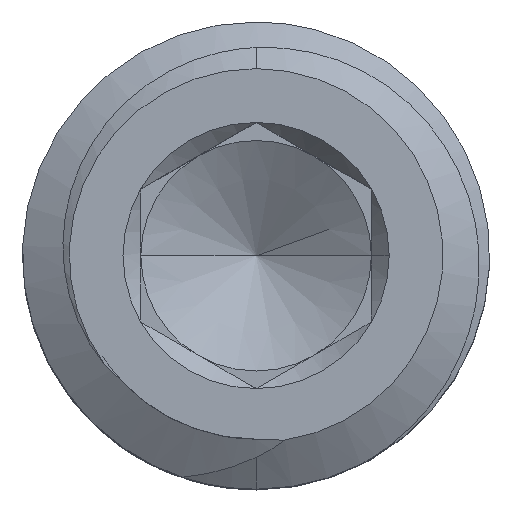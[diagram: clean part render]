
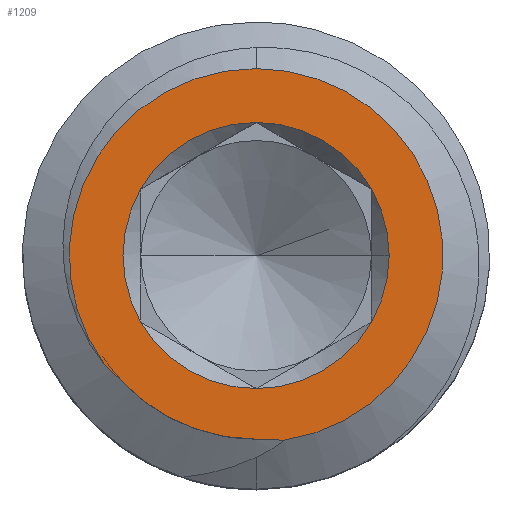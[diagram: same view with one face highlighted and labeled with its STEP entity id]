
A CAD part, top view. The second image highlights one B-rep face of the part: STEP entity #1209.
In plain terms, the highlighted planar face has unit normal (0, 0, 1).
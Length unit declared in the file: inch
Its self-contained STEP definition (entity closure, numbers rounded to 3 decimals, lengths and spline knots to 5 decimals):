
#75 = FACE_OUTER_BOUND ( 'NONE', #229, .T. ) ;
#77 = FACE_BOUND ( 'NONE', #213, .T. ) ;
#86 = VERTEX_POINT ( 'NONE', #725 ) ;
#111 = VERTEX_POINT ( 'NONE', #724 ) ;
#113 = ORIENTED_EDGE ( 'NONE', *, *, #2138, .F. ) ;
#142 = VERTEX_POINT ( 'NONE', #1021 ) ;
#164 = ORIENTED_EDGE ( 'NONE', *, *, #2028, .F. ) ;
#188 = VERTEX_POINT ( 'NONE', #794 ) ;
#189 = VERTEX_POINT ( 'NONE', #815 ) ;
#195 = ORIENTED_EDGE ( 'NONE', *, *, #2154, .F. ) ;
#202 = VERTEX_POINT ( 'NONE', #795 ) ;
#203 = VERTEX_POINT ( 'NONE', #796 ) ;
#213 = EDGE_LOOP ( 'NONE', ( #195, #164, #310, #308, #301, #245, #285 ) ) ;
#215 = ORIENTED_EDGE ( 'NONE', *, *, #2176, .T. ) ;
#217 = ORIENTED_EDGE ( 'NONE', *, *, #2177, .T. ) ;
#221 = ORIENTED_EDGE ( 'NONE', *, *, #2131, .F. ) ;
#229 = EDGE_LOOP ( 'NONE', ( #283, #217, #215, #221, #113 ) ) ;
#245 = ORIENTED_EDGE ( 'NONE', *, *, #2133, .F. ) ;
#283 = ORIENTED_EDGE ( 'NONE', *, *, #2130, .F. ) ;
#285 = ORIENTED_EDGE ( 'NONE', *, *, #2160, .F. ) ;
#292 = VERTEX_POINT ( 'NONE', #856 ) ;
#299 = VERTEX_POINT ( 'NONE', #847 ) ;
#301 = ORIENTED_EDGE ( 'NONE', *, *, #2110, .F. ) ;
#308 = ORIENTED_EDGE ( 'NONE', *, *, #2099, .F. ) ;
#310 = ORIENTED_EDGE ( 'NONE', *, *, #2159, .F. ) ;
#312 = VERTEX_POINT ( 'NONE', #841 ) ;
#318 = VERTEX_POINT ( 'NONE', #849 ) ;
#323 = VERTEX_POINT ( 'NONE', #752 ) ;
#724 = CARTESIAN_POINT ( 'NONE',  ( 0.04688, -0.02706, 0.10936 ) ) ;
#725 = CARTESIAN_POINT ( 'NONE',  ( -0.04688, -0.02706, 0.10936 ) ) ;
#752 = CARTESIAN_POINT ( 'NONE',  ( -0.06137, -0.04483, 0.10936 ) ) ;
#759 = PLANE ( 'NONE',  #2034 ) ;
#784 = DIRECTION ( 'NONE',  ( 0., 1., 0. ) ) ;
#785 = DIRECTION ( 'NONE',  ( 0., 0., -1. ) ) ;
#794 = CARTESIAN_POINT ( 'NONE',  ( 0., -0.05413, 0.10936 ) ) ;
#795 = CARTESIAN_POINT ( 'NONE',  ( 0., 0.05413, 0.10936 ) ) ;
#796 = CARTESIAN_POINT ( 'NONE',  ( 0.0117, -0.07509, 0.10936 ) ) ;
#815 = CARTESIAN_POINT ( 'NONE',  ( -0.04688, 0.02706, 0.10936 ) ) ;
#841 = CARTESIAN_POINT ( 'NONE',  ( 0.04687, 0.02706, 0.10936 ) ) ;
#847 = CARTESIAN_POINT ( 'NONE',  ( 0.05413, 0., 0.10936 ) ) ;
#849 = CARTESIAN_POINT ( 'NONE',  ( 0., 0.076, 0.10936 ) ) ;
#856 = CARTESIAN_POINT ( 'NONE',  ( 0., -0.0747, 0.10936 ) ) ;
#917 = CARTESIAN_POINT ( 'NONE',  ( 0., 0., 0.10936 ) ) ;
#1021 = CARTESIAN_POINT ( 'NONE',  ( -0.05282, -0.05282, 0.10936 ) ) ;
#1209 = ADVANCED_FACE ( 'NONE', ( #77, #75 ), #759, .F. ) ;
#1266 = CIRCLE ( 'NONE', #2026, 0.05413 ) ;
#1293 = CIRCLE ( 'NONE', #2030, 0.05413 ) ;
#1316 = B_SPLINE_CURVE_WITH_KNOTS ( 'NONE', 3,
 ( #1376, #1377, #1602, #1601 ),
 .UNSPECIFIED., .F., .F.,
 ( 4, 4 ),
 ( 0.00202, 0.00232 ),
 .UNSPECIFIED. ) ;
#1335 = B_SPLINE_CURVE_WITH_KNOTS ( 'NONE', 3,
 ( #1603, #1703, #1389, #1388 ),
 .UNSPECIFIED., .F., .F.,
 ( 4, 4 ),
 ( 0., 0.0003 ),
 .UNSPECIFIED. ) ;
#1346 = B_SPLINE_CURVE_WITH_KNOTS ( 'NONE', 3,
 ( #2432, #2431, #2398, #2397, #2396, #2395, #2394, #2393, #2392, #2391 ),
 .UNSPECIFIED., .F., .F.,
 ( 4, 2, 2, 2, 4 ),
 ( 0., 0.00038, 0.00075, 0.00113, 0.0015 ),
 .UNSPECIFIED. ) ;
#1376 = CARTESIAN_POINT ( 'NONE',  ( 0.0117, -0.07509, 0.10936 ) ) ;
#1377 = CARTESIAN_POINT ( 'NONE',  ( 0.0078, -0.07526, 0.10936 ) ) ;
#1388 = CARTESIAN_POINT ( 'NONE',  ( -0.06137, -0.04483, 0.10936 ) ) ;
#1389 = CARTESIAN_POINT ( 'NONE',  ( -0.05874, -0.04769, 0.10936 ) ) ;
#1595 = DIRECTION ( 'NONE',  ( 1., 0., 0. ) ) ;
#1596 = DIRECTION ( 'NONE',  ( 0., 0., 1. ) ) ;
#1597 = CARTESIAN_POINT ( 'NONE',  ( 0., 0., 0.10936 ) ) ;
#1601 = CARTESIAN_POINT ( 'NONE',  ( 0., -0.0747, 0.10936 ) ) ;
#1602 = CARTESIAN_POINT ( 'NONE',  ( 0.00389, -0.07513, 0.10936 ) ) ;
#1603 = CARTESIAN_POINT ( 'NONE',  ( -0.05282, -0.05282, 0.10936 ) ) ;
#1672 = DIRECTION ( 'NONE',  ( 1., 0., 0. ) ) ;
#1673 = DIRECTION ( 'NONE',  ( 0., 0., 1. ) ) ;
#1674 = CARTESIAN_POINT ( 'NONE',  ( 0., 0., 0.10936 ) ) ;
#1703 = CARTESIAN_POINT ( 'NONE',  ( -0.05589, -0.05036, 0.10936 ) ) ;
#1798 = DIRECTION ( 'NONE',  ( 1., 0., 0. ) ) ;
#1799 = DIRECTION ( 'NONE',  ( 0., 0., 1. ) ) ;
#1800 = CARTESIAN_POINT ( 'NONE',  ( 0., 0., 0.10936 ) ) ;
#2008 = AXIS2_PLACEMENT_3D ( 'NONE', #2704, #2705, #2706 ) ;
#2009 = AXIS2_PLACEMENT_3D ( 'NONE', #2439, #2438, #2437 ) ;
#2014 = AXIS2_PLACEMENT_3D ( 'NONE', #2254, #2253, #2252 ) ;
#2016 = AXIS2_PLACEMENT_3D ( 'NONE', #2197, #2196, #2195 ) ;
#2021 = AXIS2_PLACEMENT_3D ( 'NONE', #2192, #2191, #2190 ) ;
#2024 = AXIS2_PLACEMENT_3D ( 'NONE', #2708, #2709, #2710 ) ;
#2025 = AXIS2_PLACEMENT_3D ( 'NONE', #1597, #1596, #1595 ) ;
#2026 = AXIS2_PLACEMENT_3D ( 'NONE', #1674, #1673, #1672 ) ;
#2028 = EDGE_CURVE ( 'NONE', #312, #202, #1293, .T. ) ;
#2030 = AXIS2_PLACEMENT_3D ( 'NONE', #1800, #1799, #1798 ) ;
#2034 = AXIS2_PLACEMENT_3D ( 'NONE', #917, #785, #784 ) ;
#2099 = EDGE_CURVE ( 'NONE', #111, #299, #1266, .T. ) ;
#2110 = EDGE_CURVE ( 'NONE', #188, #111, #2569, .T. ) ;
#2130 = EDGE_CURVE ( 'NONE', #203, #292, #1316, .T. ) ;
#2131 = EDGE_CURVE ( 'NONE', #142, #323, #1335, .T. ) ;
#2133 = EDGE_CURVE ( 'NONE', #86, #188, #2584, .T. ) ;
#2138 = EDGE_CURVE ( 'NONE', #292, #142, #1346, .T. ) ;
#2154 = EDGE_CURVE ( 'NONE', #202, #189, #2605, .T. ) ;
#2159 = EDGE_CURVE ( 'NONE', #299, #312, #2606, .T. ) ;
#2160 = EDGE_CURVE ( 'NONE', #189, #86, #2607, .T. ) ;
#2176 = EDGE_CURVE ( 'NONE', #318, #323, #2625, .T. ) ;
#2177 = EDGE_CURVE ( 'NONE', #203, #318, #2616, .T. ) ;
#2190 = DIRECTION ( 'NONE',  ( 1., 0., 0. ) ) ;
#2191 = DIRECTION ( 'NONE',  ( 0., 0., 1. ) ) ;
#2192 = CARTESIAN_POINT ( 'NONE',  ( 0., 0., 0.10936 ) ) ;
#2195 = DIRECTION ( 'NONE',  ( 1., 0., 0. ) ) ;
#2196 = DIRECTION ( 'NONE',  ( 0., 0., 1. ) ) ;
#2197 = CARTESIAN_POINT ( 'NONE',  ( 0., 0., 0.10936 ) ) ;
#2252 = DIRECTION ( 'NONE',  ( 1., 0., 0. ) ) ;
#2253 = DIRECTION ( 'NONE',  ( 0., 0., 1. ) ) ;
#2254 = CARTESIAN_POINT ( 'NONE',  ( 0., 0., 0.10936 ) ) ;
#2391 = CARTESIAN_POINT ( 'NONE',  ( -0.05282, -0.05282, 0.10936 ) ) ;
#2392 = CARTESIAN_POINT ( 'NONE',  ( -0.04934, -0.05631, 0.10936 ) ) ;
#2393 = CARTESIAN_POINT ( 'NONE',  ( -0.04557, -0.0594, 0.10936 ) ) ;
#2394 = CARTESIAN_POINT ( 'NONE',  ( -0.03749, -0.0648, 0.10936 ) ) ;
#2395 = CARTESIAN_POINT ( 'NONE',  ( -0.03313, -0.06714, 0.10936 ) ) ;
#2396 = CARTESIAN_POINT ( 'NONE',  ( -0.02408, -0.07088, 0.10936 ) ) ;
#2397 = CARTESIAN_POINT ( 'NONE',  ( -0.01943, -0.0723, 0.10936 ) ) ;
#2398 = CARTESIAN_POINT ( 'NONE',  ( -0.00987, -0.07421, 0.10936 ) ) ;
#2431 = CARTESIAN_POINT ( 'NONE',  ( -0.00493, -0.0747, 0.10936 ) ) ;
#2432 = CARTESIAN_POINT ( 'NONE',  ( 0., -0.0747, 0.10936 ) ) ;
#2437 = DIRECTION ( 'NONE',  ( 1., 0., 0. ) ) ;
#2438 = DIRECTION ( 'NONE',  ( 0., 0., 1. ) ) ;
#2439 = CARTESIAN_POINT ( 'NONE',  ( 0., 0., 0.10936 ) ) ;
#2569 = CIRCLE ( 'NONE', #2025, 0.05413 ) ;
#2584 = CIRCLE ( 'NONE', #2009, 0.05413 ) ;
#2605 = CIRCLE ( 'NONE', #2014, 0.05413 ) ;
#2606 = CIRCLE ( 'NONE', #2016, 0.05413 ) ;
#2607 = CIRCLE ( 'NONE', #2021, 0.05413 ) ;
#2616 = CIRCLE ( 'NONE', #2024, 0.076 ) ;
#2625 = CIRCLE ( 'NONE', #2008, 0.076 ) ;
#2704 = CARTESIAN_POINT ( 'NONE',  ( 0., 0., 0.10936 ) ) ;
#2705 = DIRECTION ( 'NONE',  ( 0., 0., 1. ) ) ;
#2706 = DIRECTION ( 'NONE',  ( 0., -1., 0. ) ) ;
#2708 = CARTESIAN_POINT ( 'NONE',  ( 0., 0., 0.10936 ) ) ;
#2709 = DIRECTION ( 'NONE',  ( 0., 0., 1. ) ) ;
#2710 = DIRECTION ( 'NONE',  ( 0., -1., 0. ) ) ;
